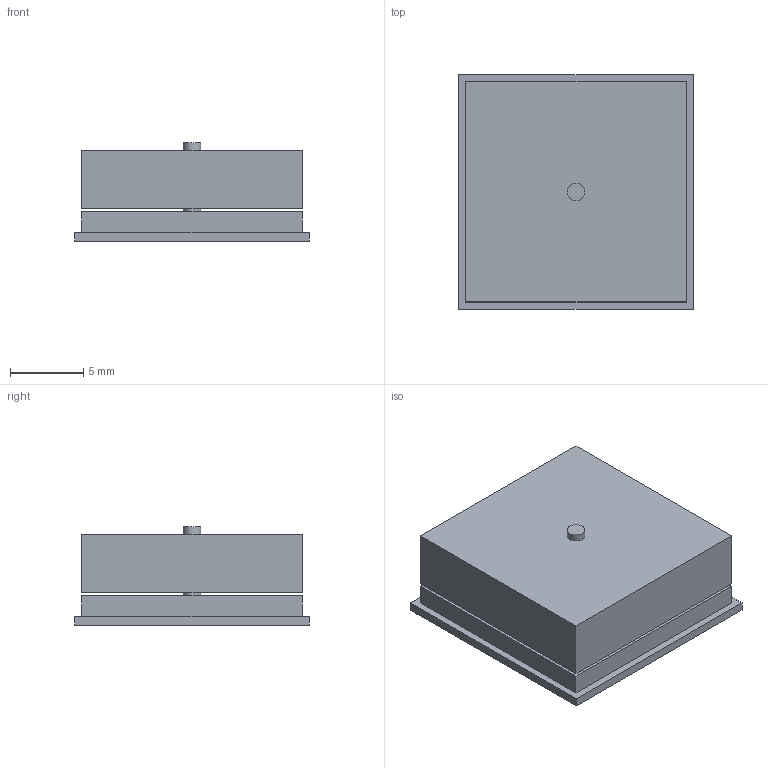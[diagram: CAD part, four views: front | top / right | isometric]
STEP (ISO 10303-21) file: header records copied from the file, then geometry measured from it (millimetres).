
FILE_DESCRIPTION(('FreeCAD Model'),'2;1');
FILE_NAME('Open CASCADE Shape Model','2022-02-05T18:30:39',( 'kicad StepUp'),('ksu MCAD'),'Open CASCADE STEP processor 7.5', 'FreeCAD','Unknown');
FILE_SCHEMA(('AUTOMOTIVE_DESIGN { 1 0 10303 214 1 1 1 1 }'));
Length unit declared in the file: millimetre
Products named in the file (1): pa1616d_fused
Bounding box: 16 x 16 x 6.7 mm (x, y, z)
Volume: 1369.4 mm3; surface area: 1324.8 mm2
Topology: 1 solids, 1 shells, 21 faces, 43 edges, 29 vertices
Faces by surface type: plane 19, cylinder 2
Full cylindrical faces by diameter (mm): 1.2 x2
Entity records: 1239 total; most frequent: CARTESIAN_POINT 180, DIRECTION 178, LINE 118, VECTOR 118, ORIENTED_EDGE 86, PCURVE 86, DEFINITIONAL_REPRESENTATION 86, EDGE_CURVE 43
